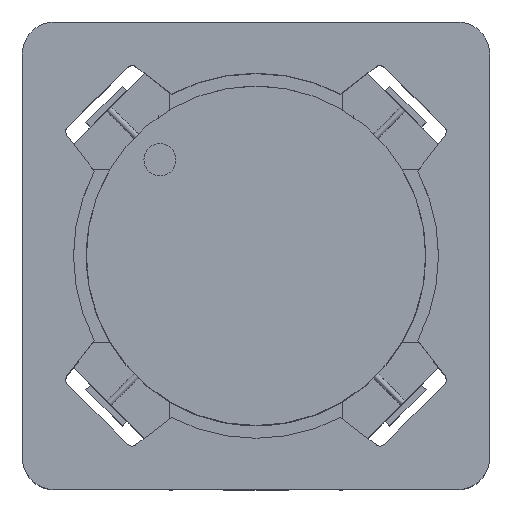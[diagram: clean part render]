
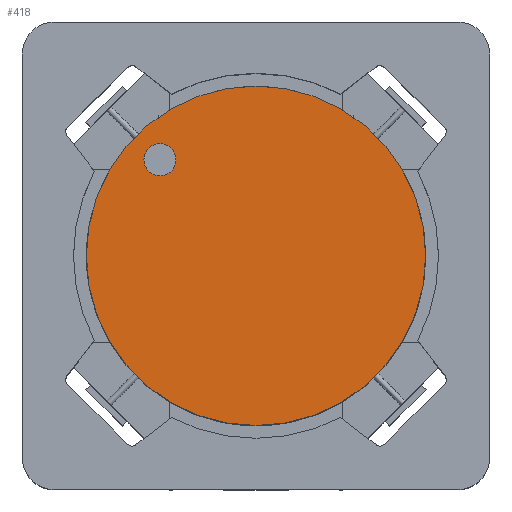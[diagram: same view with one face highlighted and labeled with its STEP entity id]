
A CAD part, top view. The second image highlights one B-rep face of the part: STEP entity #418.
In plain terms, the highlighted planar face has unit normal (0, 0, 1).
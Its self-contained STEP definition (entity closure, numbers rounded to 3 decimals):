
#418 = ADVANCED_FACE( '', ( #1010, #1011 ), #1012, .F. );
#1010 = FACE_OUTER_BOUND( '', #2149, .T. );
#1011 = FACE_BOUND( '', #2150, .T. );
#1012 = PLANE( '', #2151 );
#2149 = EDGE_LOOP( '', ( #7365 ) );
#2150 = EDGE_LOOP( '', ( #7366 ) );
#2151 = AXIS2_PLACEMENT_3D( '', #7367, #7368, #7369 );
#7365 = ORIENTED_EDGE( '', *, *, #9324, .F. );
#7366 = ORIENTED_EDGE( '', *, *, #9325, .T. );
#7367 = CARTESIAN_POINT( '', ( 0., 0., 3. ) );
#7368 = DIRECTION( '', ( 0., 0., -1. ) );
#7369 = DIRECTION( '', ( -1., 0., 0. ) );
#9324 = EDGE_CURVE( '', #10441, #10441, #10442, .T. );
#9325 = EDGE_CURVE( '', #10443, #10443, #10444, .T. );
#10441 = VERTEX_POINT( '', #12148 );
#10442 = CIRCLE( '', #12149, 2.65 );
#10443 = VERTEX_POINT( '', #12150 );
#10444 = CIRCLE( '', #12151, 0.25 );
#12148 = CARTESIAN_POINT( '', ( 0., 2.65, 3. ) );
#12149 = AXIS2_PLACEMENT_3D( '', #13617, #13618, #13619 );
#12150 = CARTESIAN_POINT( '', ( -1.5, 1.75, 3. ) );
#12151 = AXIS2_PLACEMENT_3D( '', #13620, #13621, #13622 );
#13617 = CARTESIAN_POINT( '', ( 0., 0., 3. ) );
#13618 = DIRECTION( '', ( 0., 0., -1. ) );
#13619 = DIRECTION( '', ( 0., 1., 0. ) );
#13620 = CARTESIAN_POINT( '', ( -1.5, 1.5, 3. ) );
#13621 = DIRECTION( '', ( 0., 0., -1. ) );
#13622 = DIRECTION( '', ( 0., 1., 0. ) );
